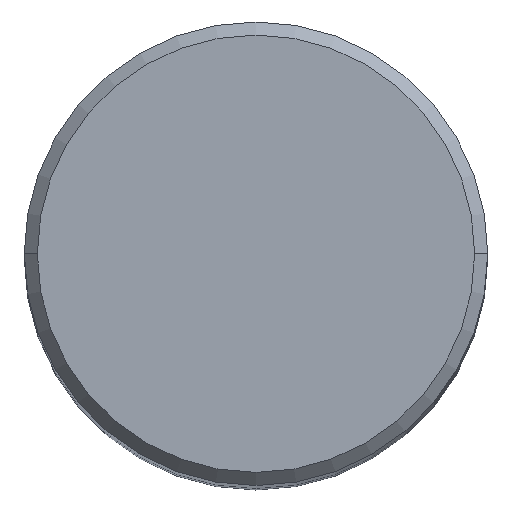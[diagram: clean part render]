
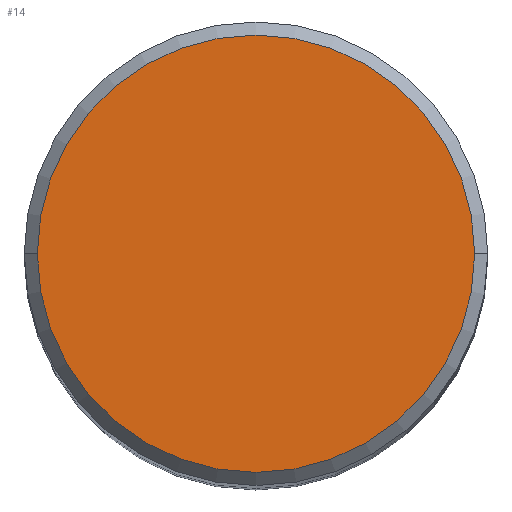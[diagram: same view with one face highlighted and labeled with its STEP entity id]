
A CAD part, top view. The second image highlights one B-rep face of the part: STEP entity #14.
In plain terms, the highlighted planar face has unit normal (0, 0, 1).
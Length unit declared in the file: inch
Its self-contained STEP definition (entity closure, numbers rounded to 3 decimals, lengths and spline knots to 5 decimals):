
#14 = ADVANCED_FACE ( 'NONE', ( #144 ), #237, .F. ) ;
#26 = DIRECTION ( 'NONE',  ( 1., 0., 0. ) ) ;
#49 = AXIS2_PLACEMENT_3D ( 'NONE', #92, #112, #196 ) ;
#53 = ORIENTED_EDGE ( 'NONE', *, *, #86, .T. ) ;
#65 = ORIENTED_EDGE ( 'NONE', *, *, #161, .T. ) ;
#86 = EDGE_CURVE ( 'NONE', #331, #258, #336, .T. ) ;
#92 = CARTESIAN_POINT ( 'NONE',  ( 0., 0.33435, 0. ) ) ;
#95 = CIRCLE ( 'NONE', #317, 0.33435 ) ;
#112 = DIRECTION ( 'NONE',  ( 0., 0., -1. ) ) ;
#116 = AXIS2_PLACEMENT_3D ( 'NONE', #313, #283, #26 ) ;
#144 = FACE_OUTER_BOUND ( 'NONE', #323, .T. ) ;
#161 = EDGE_CURVE ( 'NONE', #258, #331, #95, .T. ) ;
#196 = DIRECTION ( 'NONE',  ( -1., 0., 0. ) ) ;
#210 = DIRECTION ( 'NONE',  ( 1., 0., 0. ) ) ;
#237 = PLANE ( 'NONE',  #49 ) ;
#243 = DIRECTION ( 'NONE',  ( 0., 0., 1. ) ) ;
#258 = VERTEX_POINT ( 'NONE', #306 ) ;
#283 = DIRECTION ( 'NONE',  ( 0., 0., 1. ) ) ;
#300 = CARTESIAN_POINT ( 'NONE',  ( 0.33435, 0., 0. ) ) ;
#306 = CARTESIAN_POINT ( 'NONE',  ( -0.33435, 0., 0. ) ) ;
#313 = CARTESIAN_POINT ( 'NONE',  ( 0., 0., 0. ) ) ;
#317 = AXIS2_PLACEMENT_3D ( 'NONE', #319, #243, #210 ) ;
#319 = CARTESIAN_POINT ( 'NONE',  ( 0., 0., 0. ) ) ;
#323 = EDGE_LOOP ( 'NONE', ( #65, #53 ) ) ;
#331 = VERTEX_POINT ( 'NONE', #300 ) ;
#336 = CIRCLE ( 'NONE', #116, 0.33435 ) ;
